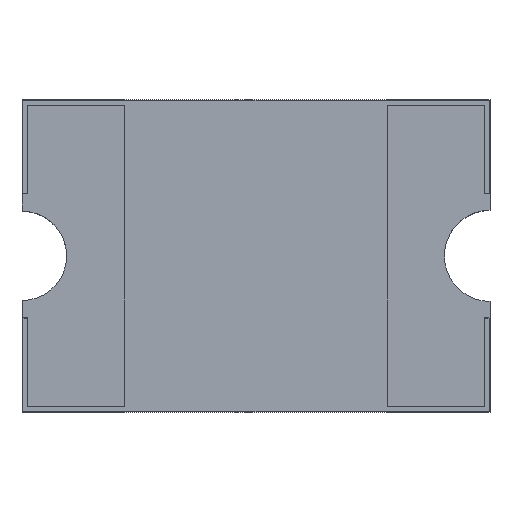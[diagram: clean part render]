
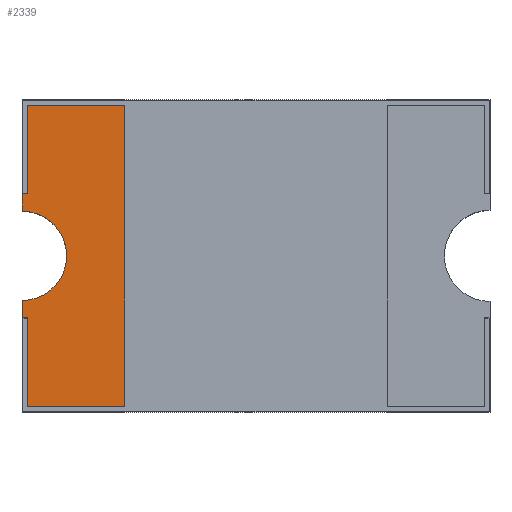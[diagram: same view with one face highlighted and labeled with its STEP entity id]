
A CAD part, top view. The second image highlights one B-rep face of the part: STEP entity #2339.
In plain terms, the highlighted planar face has unit normal (0, 0, 1).
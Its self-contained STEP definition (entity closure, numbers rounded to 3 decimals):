
#8 = VERTEX_POINT ( 'NONE', #3935 ) ;
#40 = CARTESIAN_POINT ( 'NONE',  ( -2.35, 1.55, 1.32 ) ) ;
#143 = DIRECTION ( 'NONE',  ( 1., 0., 0. ) ) ;
#219 = DIRECTION ( 'NONE',  ( -1., 0., 0. ) ) ;
#281 = EDGE_CURVE ( 'NONE', #2971, #8, #1748, .T. ) ;
#364 = VERTEX_POINT ( 'NONE', #1939 ) ;
#407 = ORIENTED_EDGE ( 'NONE', *, *, #1620, .F. ) ;
#415 = EDGE_CURVE ( 'NONE', #1811, #1248, #3224, .T. ) ;
#428 = ORIENTED_EDGE ( 'NONE', *, *, #281, .T. ) ;
#500 = CARTESIAN_POINT ( 'NONE',  ( -2.35, -1.55, 1.32 ) ) ;
#520 = EDGE_CURVE ( 'NONE', #8, #3825, #818, .T. ) ;
#577 = VERTEX_POINT ( 'NONE', #874 ) ;
#653 = CARTESIAN_POINT ( 'NONE',  ( -2.35, 0.64, 1.32 ) ) ;
#675 = DIRECTION ( 'NONE',  ( 1., 0., 0. ) ) ;
#694 = VECTOR ( 'NONE', #2973, 1000. ) ;
#719 = DIRECTION ( 'NONE',  ( 0., 0., 1. ) ) ;
#818 = LINE ( 'NONE', #3942, #3812 ) ;
#868 = CARTESIAN_POINT ( 'NONE',  ( -1.35, 1.55, 1.32 ) ) ;
#871 = VECTOR ( 'NONE', #3401, 1000. ) ;
#874 = CARTESIAN_POINT ( 'NONE',  ( -2.41, -0.64, 1.32 ) ) ;
#881 = CARTESIAN_POINT ( 'NONE',  ( -1.35, 1.55, 1.32 ) ) ;
#884 = VERTEX_POINT ( 'NONE', #868 ) ;
#888 = EDGE_CURVE ( 'NONE', #884, #364, #2936, .T. ) ;
#911 = EDGE_CURVE ( 'NONE', #364, #2971, #3364, .T. ) ;
#991 = VECTOR ( 'NONE', #3586, 1000. ) ;
#1002 = CIRCLE ( 'NONE', #2795, 0.46 ) ;
#1031 = EDGE_CURVE ( 'NONE', #3825, #2650, #1002, .T. ) ;
#1248 = VERTEX_POINT ( 'NONE', #2041 ) ;
#1292 = DIRECTION ( 'NONE',  ( 1., 0., 0. ) ) ;
#1384 = FACE_OUTER_BOUND ( 'NONE', #1661, .T. ) ;
#1455 = VECTOR ( 'NONE', #3350, 1000. ) ;
#1497 = LINE ( 'NONE', #3274, #2062 ) ;
#1506 = LINE ( 'NONE', #3660, #1455 ) ;
#1560 = LINE ( 'NONE', #3405, #3837 ) ;
#1620 = EDGE_CURVE ( 'NONE', #1811, #577, #1506, .T. ) ;
#1661 = EDGE_LOOP ( 'NONE', ( #3083, #3906, #3096, #407, #3463, #3269, #2233, #3341, #1682, #428 ) ) ;
#1682 = ORIENTED_EDGE ( 'NONE', *, *, #911, .T. ) ;
#1701 = CARTESIAN_POINT ( 'NONE',  ( -2.35, 1.55, 1.32 ) ) ;
#1737 = CARTESIAN_POINT ( 'NONE',  ( -2.35, 1.55, 1.32 ) ) ;
#1748 = LINE ( 'NONE', #3891, #991 ) ;
#1811 = VERTEX_POINT ( 'NONE', #3533 ) ;
#1892 = VECTOR ( 'NONE', #2923, 1000. ) ;
#1939 = CARTESIAN_POINT ( 'NONE',  ( -2.35, 1.55, 1.32 ) ) ;
#2041 = CARTESIAN_POINT ( 'NONE',  ( -2.35, -1.55, 1.32 ) ) ;
#2062 = VECTOR ( 'NONE', #2935, 1000. ) ;
#2180 = EDGE_CURVE ( 'NONE', #2303, #884, #3320, .T. ) ;
#2196 = DIRECTION ( 'NONE',  ( 0., 0., -1. ) ) ;
#2233 = ORIENTED_EDGE ( 'NONE', *, *, #2180, .T. ) ;
#2303 = VERTEX_POINT ( 'NONE', #2490 ) ;
#2339 = ADVANCED_FACE ( 'NONE', ( #1384 ), #3519, .T. ) ;
#2474 = VECTOR ( 'NONE', #219, 1000. ) ;
#2490 = CARTESIAN_POINT ( 'NONE',  ( -1.35, -1.55, 1.32 ) ) ;
#2524 = CARTESIAN_POINT ( 'NONE',  ( -2.41, -0.46, 1.32 ) ) ;
#2630 = EDGE_CURVE ( 'NONE', #1248, #2303, #1560, .T. ) ;
#2650 = VERTEX_POINT ( 'NONE', #2524 ) ;
#2795 = AXIS2_PLACEMENT_3D ( 'NONE', #3728, #2196, #1292 ) ;
#2923 = DIRECTION ( 'NONE',  ( 0., -1., 0. ) ) ;
#2935 = DIRECTION ( 'NONE',  ( 0., -1., 0. ) ) ;
#2936 = LINE ( 'NONE', #1737, #2474 ) ;
#2971 = VERTEX_POINT ( 'NONE', #653 ) ;
#2973 = DIRECTION ( 'NONE',  ( 0., 1., 0. ) ) ;
#3083 = ORIENTED_EDGE ( 'NONE', *, *, #520, .T. ) ;
#3096 = ORIENTED_EDGE ( 'NONE', *, *, #3774, .T. ) ;
#3224 = LINE ( 'NONE', #1701, #1892 ) ;
#3269 = ORIENTED_EDGE ( 'NONE', *, *, #2630, .T. ) ;
#3274 = CARTESIAN_POINT ( 'NONE',  ( -2.41, 0.64, 1.32 ) ) ;
#3320 = LINE ( 'NONE', #881, #694 ) ;
#3341 = ORIENTED_EDGE ( 'NONE', *, *, #888, .T. ) ;
#3350 = DIRECTION ( 'NONE',  ( -1., 0., 0. ) ) ;
#3364 = LINE ( 'NONE', #40, #871 ) ;
#3401 = DIRECTION ( 'NONE',  ( 0., -1., 0. ) ) ;
#3405 = CARTESIAN_POINT ( 'NONE',  ( -2.35, -1.55, 1.32 ) ) ;
#3463 = ORIENTED_EDGE ( 'NONE', *, *, #415, .T. ) ;
#3519 = PLANE ( 'NONE',  #3707 ) ;
#3533 = CARTESIAN_POINT ( 'NONE',  ( -2.35, -0.64, 1.32 ) ) ;
#3558 = DIRECTION ( 'NONE',  ( 0., -1., 0. ) ) ;
#3586 = DIRECTION ( 'NONE',  ( -1., 0., 0. ) ) ;
#3660 = CARTESIAN_POINT ( 'NONE',  ( -2.21, -0.64, 1.32 ) ) ;
#3707 = AXIS2_PLACEMENT_3D ( 'NONE', #500, #719, #143 ) ;
#3718 = CARTESIAN_POINT ( 'NONE',  ( -2.41, 0.46, 1.32 ) ) ;
#3728 = CARTESIAN_POINT ( 'NONE',  ( -2.41, 0., 1.32 ) ) ;
#3774 = EDGE_CURVE ( 'NONE', #2650, #577, #1497, .T. ) ;
#3812 = VECTOR ( 'NONE', #3558, 1000. ) ;
#3825 = VERTEX_POINT ( 'NONE', #3718 ) ;
#3837 = VECTOR ( 'NONE', #675, 1000. ) ;
#3891 = CARTESIAN_POINT ( 'NONE',  ( -2.21, 0.64, 1.32 ) ) ;
#3906 = ORIENTED_EDGE ( 'NONE', *, *, #1031, .T. ) ;
#3935 = CARTESIAN_POINT ( 'NONE',  ( -2.41, 0.64, 1.32 ) ) ;
#3942 = CARTESIAN_POINT ( 'NONE',  ( -2.41, 0.64, 1.32 ) ) ;
